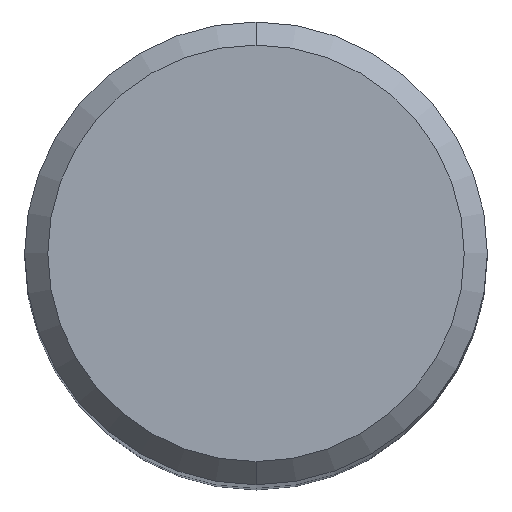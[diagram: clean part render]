
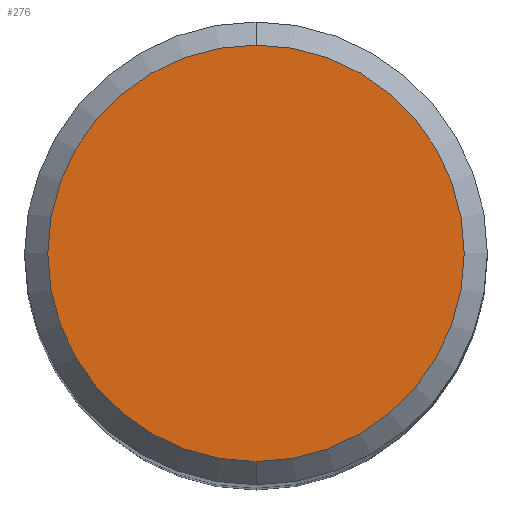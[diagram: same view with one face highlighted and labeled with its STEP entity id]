
A CAD part, top view. The second image highlights one B-rep face of the part: STEP entity #276.
In plain terms, the highlighted planar face has unit normal (0, 0, 1).
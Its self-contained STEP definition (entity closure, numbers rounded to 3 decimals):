
#276=ADVANCED_FACE('',(#587),#588,.T.);
#320=VERTEX_POINT('',#638);
#328=VERTEX_POINT('',#646);
#380=EDGE_CURVE('',#320,#328,#704,.T.);
#450=EDGE_CURVE('',#328,#320,#781,.T.);
#587=FACE_OUTER_BOUND('',#1044,.T.);
#588=PLANE('',#1045);
#638=CARTESIAN_POINT('',(0.0,7.2,0.0));
#646=CARTESIAN_POINT('',(0.,-7.2,0.0));
#704=CIRCLE('',#1337,7.2);
#781=CIRCLE('',#1475,7.2);
#1044=EDGE_LOOP('',(#1596,#1597));
#1045=AXIS2_PLACEMENT_3D('',#1598,#1599,#1600);
#1337=AXIS2_PLACEMENT_3D('',#1744,#1745,#1746);
#1475=AXIS2_PLACEMENT_3D('',#1827,#1828,#1829);
#1596=ORIENTED_EDGE('',*,*,#380,.F.);
#1597=ORIENTED_EDGE('',*,*,#450,.F.);
#1598=CARTESIAN_POINT('',(0.0,3.6,0.0));
#1599=DIRECTION('',(-0.0,0.0,1.0));
#1600=DIRECTION('',(0.0,-1.0,0.0));
#1744=CARTESIAN_POINT('',(0.0,0.0,0.0));
#1745=DIRECTION('',(0.0,0.0,-1.0));
#1746=DIRECTION('',(0.0,1.0,0.0));
#1827=CARTESIAN_POINT('',(0.0,0.0,0.0));
#1828=DIRECTION('',(0.0,0.0,-1.0));
#1829=DIRECTION('',(0.0,1.0,0.0));
